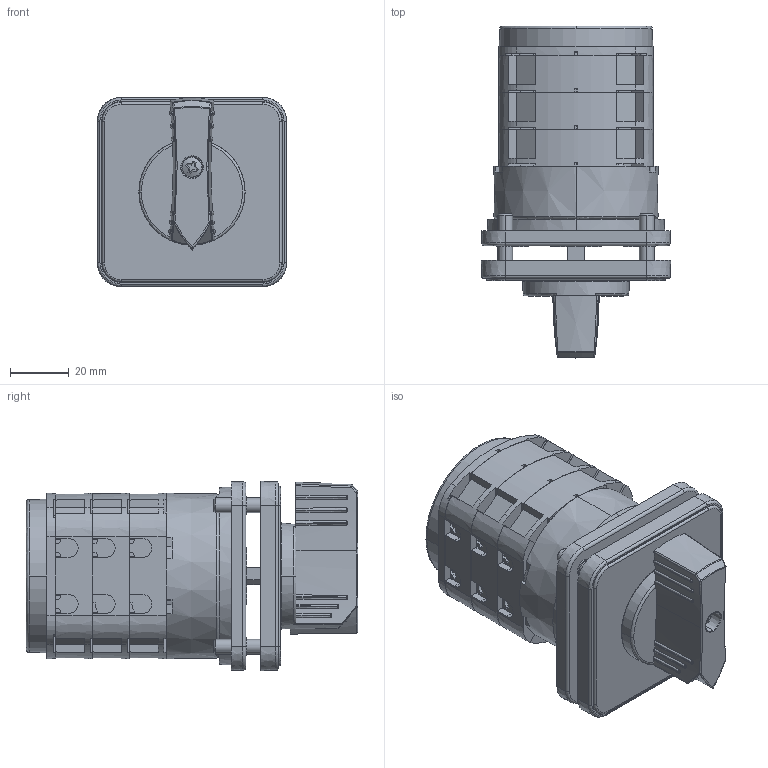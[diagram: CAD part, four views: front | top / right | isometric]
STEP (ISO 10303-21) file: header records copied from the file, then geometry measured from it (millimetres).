
FILE_DESCRIPTION (( 'STEP AP214' ), '1' );
FILE_NAME ('Z251-3.H08B.step', '2020-05-11T19:37:31', ( '' ), ( '' ), 'SwSTEP 2.0', 'SolidWorks 2019', '' );
FILE_SCHEMA (( 'AUTOMOTIVE_DESIGN' ));
Length unit declared in the file: inch
Products named in the file (2): Z251-3.H08B
Bounding box: 64.21 x 112.5 x 64.21 mm (x, y, z)
Volume: 192712 mm3; surface area: 96750.1 mm2
Topology: 13 solids, 99 shells, 3380 faces, 9067 edges, 5913 vertices
Faces by surface type: plane 2050, cone 918, cylinder 250, bspline 162
Entity records: 110427 total; most frequent: CARTESIAN_POINT 26158, ORIENTED_EDGE 18132, DIRECTION 16950, EDGE_CURVE 9066, VERTEX_POINT 5913, AXIS2_PLACEMENT_3D 5881, LINE 5188, VECTOR 5188
